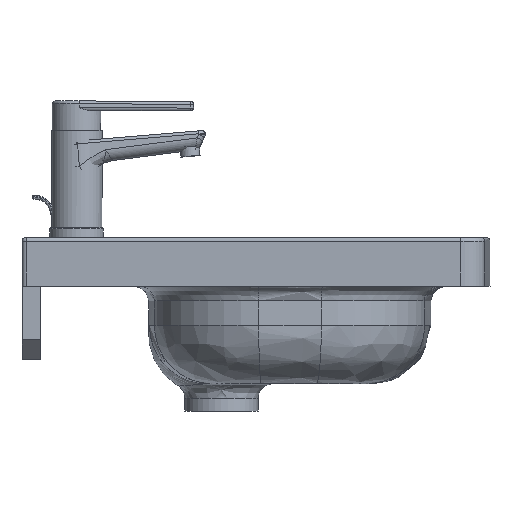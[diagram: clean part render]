
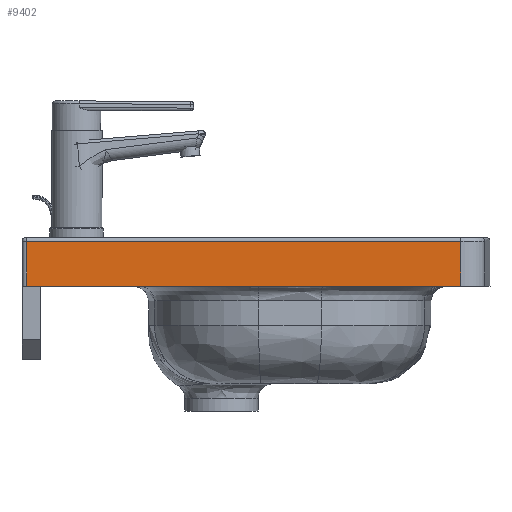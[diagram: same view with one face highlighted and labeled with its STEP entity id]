
A CAD part, left-side view. The second image highlights one B-rep face of the part: STEP entity #9402.
In plain terms, the highlighted planar face has unit normal (-1, 0, 0).
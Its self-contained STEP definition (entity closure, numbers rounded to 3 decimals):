
#8834=CARTESIAN_POINT('',(-320.143,-61.75,-50.0));
#8835=VERTEX_POINT('',#8834);
#8843=CARTESIAN_POINT('',(-320.143,383.43,-50.0));
#8844=VERTEX_POINT('',#8843);
#8845=CARTESIAN_POINT('',(-320.143,383.43,-50.0));
#8846=DIRECTION('',(0.0,-1.0,0.0));
#8847=VECTOR('',#8846,445.181);
#8848=LINE('',#8845,#8847);
#8849=EDGE_CURVE('',#8844,#8835,#8848,.T.);
#9071=CARTESIAN_POINT('',(-320.143,-61.75,-4.0));
#9072=VERTEX_POINT('',#9071);
#9081=CARTESIAN_POINT('',(-320.143,383.43,-4.0));
#9082=VERTEX_POINT('',#9081);
#9090=CARTESIAN_POINT('',(-320.143,383.43,-4.0));
#9091=DIRECTION('',(0.0,-1.0,0.0));
#9092=VECTOR('',#9091,445.181);
#9093=LINE('',#9090,#9092);
#9094=EDGE_CURVE('',#9082,#9072,#9093,.T.);
#9375=CARTESIAN_POINT('',(-320.143,-61.75,-4.0));
#9376=DIRECTION('',(0.0,0.0,-1.0));
#9377=VECTOR('',#9376,46.0);
#9378=LINE('',#9375,#9377);
#9379=EDGE_CURVE('',#9072,#8835,#9378,.T.);
#9386=CARTESIAN_POINT('',(-320.143,383.43,0.0));
#9387=DIRECTION('',(-1.0,0.0,0.0));
#9388=DIRECTION('',(0.0,0.0,1.0));
#9389=AXIS2_PLACEMENT_3D('',#9386,#9387,#9388);
#9390=PLANE('',#9389);
#9391=ORIENTED_EDGE('',*,*,#9094,.F.);
#9392=CARTESIAN_POINT('',(-320.143,383.43,-4.0));
#9393=DIRECTION('',(0.0,0.0,-1.0));
#9394=VECTOR('',#9393,46.0);
#9395=LINE('',#9392,#9394);
#9396=EDGE_CURVE('',#9082,#8844,#9395,.T.);
#9397=ORIENTED_EDGE('',*,*,#9396,.T.);
#9398=ORIENTED_EDGE('',*,*,#8849,.T.);
#9399=ORIENTED_EDGE('',*,*,#9379,.F.);
#9400=EDGE_LOOP('',(#9391,#9397,#9398,#9399));
#9401=FACE_OUTER_BOUND('',#9400,.T.);
#9402=ADVANCED_FACE('',(#9401),#9390,.T.);
